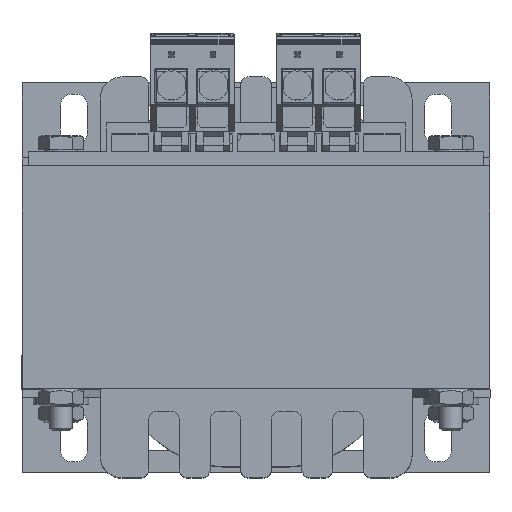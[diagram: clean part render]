
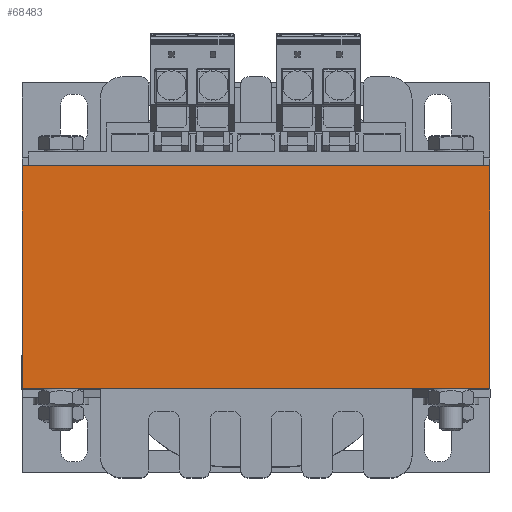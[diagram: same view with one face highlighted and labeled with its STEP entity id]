
A CAD part, top view. The second image highlights one B-rep face of the part: STEP entity #68483.
In plain terms, the highlighted planar face has unit normal (0, 0, 1).
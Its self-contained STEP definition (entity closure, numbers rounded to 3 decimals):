
#2250=FACE_OUTER_BOUND('',#5838,.T.);
#5838=EDGE_LOOP('',(#43799,#43800,#43801,#43802));
#9566=LINE('',#95074,#18339);
#9597=LINE('',#95152,#18370);
#9598=LINE('',#95154,#18371);
#9599=LINE('',#95155,#18372);
#18339=VECTOR('',#76993,1.);
#18370=VECTOR('',#77066,1.);
#18371=VECTOR('',#77067,1.);
#18372=VECTOR('',#77068,1.);
#27111=VERTEX_POINT('',#95070);
#27113=VERTEX_POINT('',#95073);
#27139=VERTEX_POINT('',#95151);
#27140=VERTEX_POINT('',#95153);
#33674=EDGE_CURVE('',#27113,#27111,#9566,.T.);
#33713=EDGE_CURVE('',#27139,#27111,#9597,.T.);
#33714=EDGE_CURVE('',#27139,#27140,#9598,.T.);
#33715=EDGE_CURVE('',#27140,#27113,#9599,.T.);
#43799=ORIENTED_EDGE('',*,*,#33713,.F.);
#43800=ORIENTED_EDGE('',*,*,#33714,.T.);
#43801=ORIENTED_EDGE('',*,*,#33715,.T.);
#43802=ORIENTED_EDGE('',*,*,#33674,.T.);
#63868=PLANE('',#72355);
#68483=ADVANCED_FACE('',(#2250),#63868,.T.);
#72355=AXIS2_PLACEMENT_3D('',#95150,#77064,#77065);
#76993=DIRECTION('',(1.,0.,0.));
#77064=DIRECTION('center_axis',(0.,0.,1.));
#77065=DIRECTION('ref_axis',(0.,-1.,0.));
#77066=DIRECTION('',(0.,-1.,0.));
#77067=DIRECTION('',(-1.,0.,0.));
#77068=DIRECTION('',(0.,-1.,0.));
#95070=CARTESIAN_POINT('',(-23.95,72.985,-92.158));
#95073=CARTESIAN_POINT('',(-107.95,72.985,-92.158));
#95074=CARTESIAN_POINT('',(-23.95,72.985,-92.158));
#95150=CARTESIAN_POINT('Origin',(-107.95,112.985,-92.158));
#95151=CARTESIAN_POINT('',(-23.95,112.985,-92.158));
#95152=CARTESIAN_POINT('',(-23.95,112.985,-92.158));
#95153=CARTESIAN_POINT('',(-107.95,112.985,-92.158));
#95154=CARTESIAN_POINT('',(-23.95,112.985,-92.158));
#95155=CARTESIAN_POINT('',(-107.95,112.985,-92.158));
